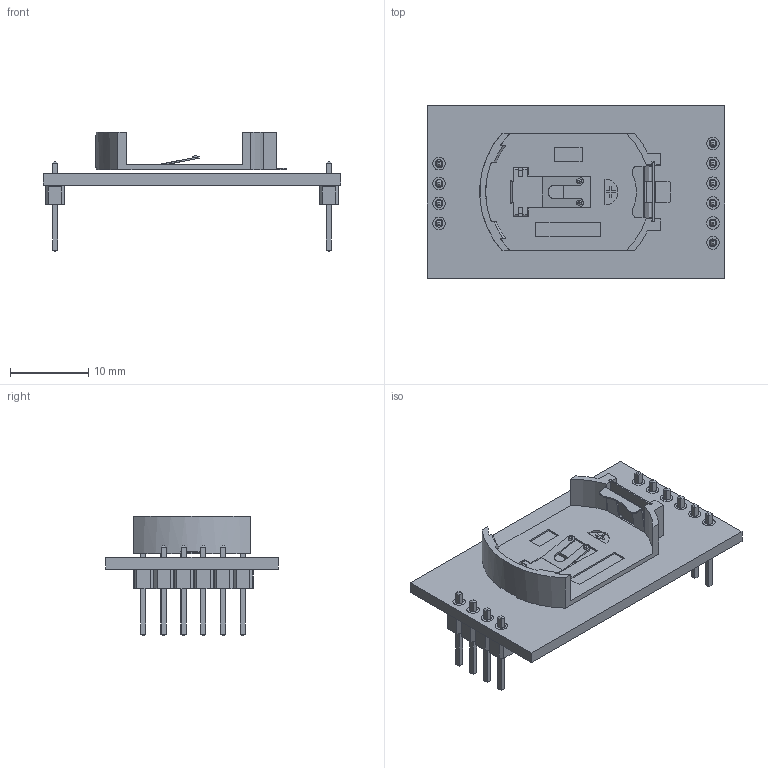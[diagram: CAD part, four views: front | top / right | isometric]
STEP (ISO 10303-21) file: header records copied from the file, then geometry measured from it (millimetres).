
FILE_DESCRIPTION(('FreeCAD Model'),'2;1');
FILE_NAME( 'DS3231.step', '2020-07-20T11:33:03',('Author'),(''), 'Open CASCADE STEP processor 7.3','FreeCAD','Unknown');
FILE_SCHEMA(('AUTOMOTIVE_DESIGN { 1 0 10303 214 1 1 1 1 }'));
Length unit declared in the file: millimetre
Products named in the file (8): Array030; Cut027; Cut026; Array_6_blks; Array_6_pins; Array_4_blks; Array_4_pins; 2032_Battery_Holder
Bounding box: 38 x 22 x 15.25 mm (x, y, z)
Volume: 1711.2 mm3; surface area: 3878.9 mm2
Topology: 33 solids, 33 shells, 608 faces, 2711 edges, 5786 vertices
Faces by surface type: plane 509, cylinder 93, revolution 4, cone 2
Full cylindrical faces by diameter (mm): 1 x10, 1.6 x20
Entity records: 51899 total; most frequent: CARTESIAN_POINT 12768, DIRECTION 7283, LINE 4947, VECTOR 4947, ORIENTED_EDGE 3010, PCURVE 3010, DEFINITIONAL_REPRESENTATION 3010, EDGE_CURVE 1505
